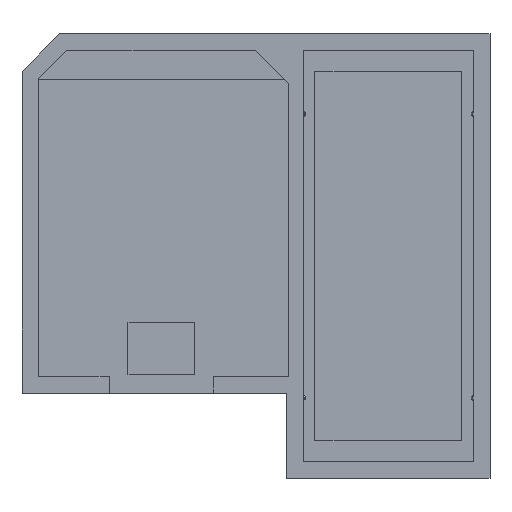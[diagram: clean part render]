
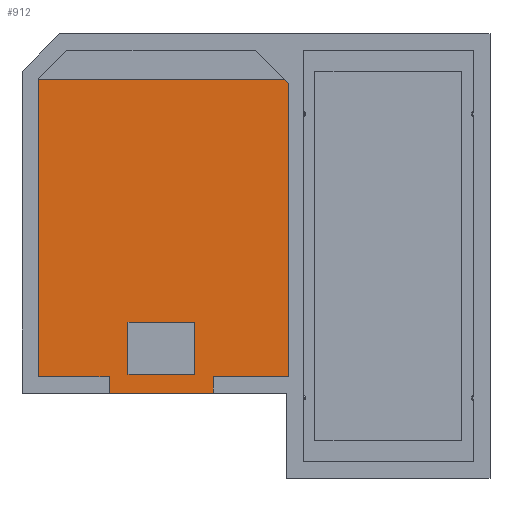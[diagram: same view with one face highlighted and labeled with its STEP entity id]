
A CAD part, top view. The second image highlights one B-rep face of the part: STEP entity #912.
In plain terms, the highlighted planar face has unit normal (0, 0, 1).
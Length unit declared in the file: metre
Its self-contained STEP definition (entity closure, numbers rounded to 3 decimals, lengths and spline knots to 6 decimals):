
#213=ORIENTED_EDGE('',*,*,#400,.F.);
#214=ORIENTED_EDGE('',*,*,#391,.T.);
#215=ORIENTED_EDGE('',*,*,#338,.F.);
#216=ORIENTED_EDGE('',*,*,#399,.T.);
#217=ORIENTED_EDGE('',*,*,#401,.F.);
#218=ORIENTED_EDGE('',*,*,#394,.F.);
#219=ORIENTED_EDGE('',*,*,#333,.T.);
#220=ORIENTED_EDGE('',*,*,#402,.T.);
#221=ORIENTED_EDGE('',*,*,#331,.T.);
#222=ORIENTED_EDGE('',*,*,#403,.F.);
#223=ORIENTED_EDGE('',*,*,#404,.T.);
#224=ORIENTED_EDGE('',*,*,#405,.F.);
#225=ORIENTED_EDGE('',*,*,#406,.F.);
#331=EDGE_CURVE('',#450,#456,#542,.T.);
#333=EDGE_CURVE('',#459,#457,#544,.T.);
#338=EDGE_CURVE('',#463,#464,#549,.T.);
#391=EDGE_CURVE('',#494,#464,#598,.T.);
#394=EDGE_CURVE('',#459,#495,#601,.T.);
#399=EDGE_CURVE('',#463,#496,#606,.T.);
#400=EDGE_CURVE('',#494,#456,#607,.T.);
#401=EDGE_CURVE('',#495,#496,#608,.T.);
#402=EDGE_CURVE('',#457,#450,#609,.T.);
#403=EDGE_CURVE('',#497,#498,#610,.T.);
#404=EDGE_CURVE('',#497,#499,#611,.T.);
#405=EDGE_CURVE('',#500,#499,#612,.T.);
#406=EDGE_CURVE('',#498,#500,#613,.T.);
#450=VERTEX_POINT('',#1314);
#456=VERTEX_POINT('',#1326);
#457=VERTEX_POINT('',#1330);
#459=VERTEX_POINT('',#1333);
#463=VERTEX_POINT('',#1342);
#464=VERTEX_POINT('',#1344);
#494=VERTEX_POINT('',#1446);
#495=VERTEX_POINT('',#1451);
#496=VERTEX_POINT('',#1459);
#497=VERTEX_POINT('',#1466);
#498=VERTEX_POINT('',#1467);
#499=VERTEX_POINT('',#1469);
#500=VERTEX_POINT('',#1471);
#542=LINE('',#1327,#659);
#544=LINE('',#1332,#661);
#549=LINE('',#1343,#666);
#598=LINE('',#1445,#715);
#601=LINE('',#1450,#718);
#606=LINE('',#1460,#723);
#607=LINE('',#1462,#724);
#608=LINE('',#1463,#725);
#609=LINE('',#1464,#726);
#610=LINE('',#1465,#727);
#611=LINE('',#1468,#728);
#612=LINE('',#1470,#729);
#613=LINE('',#1472,#730);
#659=VECTOR('',#1061,1.);
#661=VECTOR('',#1065,1.);
#666=VECTOR('',#1072,1.);
#715=VECTOR('',#1167,1.);
#718=VECTOR('',#1172,1.);
#723=VECTOR('',#1183,1.);
#724=VECTOR('',#1186,1.);
#725=VECTOR('',#1187,1.);
#726=VECTOR('',#1188,1.);
#727=VECTOR('',#1189,1.);
#728=VECTOR('',#1190,1.);
#729=VECTOR('',#1191,1.);
#730=VECTOR('',#1192,1.);
#772=EDGE_LOOP('',(#213,#214,#215,#216,#217,#218,#219,#220,#221));
#773=EDGE_LOOP('',(#222,#223,#224,#225));
#823=FACE_BOUND('',#772,.T.);
#824=FACE_BOUND('',#773,.T.);
#872=PLANE('',#981);
#912=ADVANCED_FACE('',(#823,#824),#872,.T.);
#981=AXIS2_PLACEMENT_3D('',#1461,#1184,#1185);
#1061=DIRECTION('',(1.,0.,0.));
#1065=DIRECTION('',(1.,0.,0.));
#1072=DIRECTION('',(0.,-1.,0.));
#1167=DIRECTION('',(1.,0.,0.));
#1172=DIRECTION('',(0.,1.,0.));
#1183=DIRECTION('',(-0.707,0.707,0.));
#1184=DIRECTION('',(0.,0.,1.));
#1185=DIRECTION('',(1.,0.,0.));
#1186=DIRECTION('',(0.,-1.,0.));
#1187=DIRECTION('',(1.,0.,0.));
#1188=DIRECTION('',(0.,-1.,0.));
#1189=DIRECTION('',(0.,1.,0.));
#1190=DIRECTION('',(-1.,0.,0.));
#1191=DIRECTION('',(0.,-1.,0.));
#1192=DIRECTION('',(-1.,0.,0.));
#1314=CARTESIAN_POINT('',(-0.0295,-0.0145,-0.005));
#1326=CARTESIAN_POINT('',(-0.0185,-0.0145,-0.005));
#1327=CARTESIAN_POINT('',(-0.024,-0.0145,-0.005));
#1330=CARTESIAN_POINT('',(-0.0295,-0.01275,-0.005));
#1332=CARTESIAN_POINT('',(0.,-0.01275,-0.005));
#1333=CARTESIAN_POINT('',(-0.03695,-0.01275,-0.005));
#1342=CARTESIAN_POINT('',(-0.0105,0.018225,-0.005));
#1343=CARTESIAN_POINT('',(-0.0105,0.,-0.005));
#1344=CARTESIAN_POINT('',(-0.0105,-0.01275,-0.005));
#1445=CARTESIAN_POINT('',(0.,-0.01275,-0.005));
#1446=CARTESIAN_POINT('',(-0.0185,-0.01275,-0.005));
#1450=CARTESIAN_POINT('',(-0.03695,0.,-0.005));
#1451=CARTESIAN_POINT('',(-0.03695,0.018672,-0.005));
#1459=CARTESIAN_POINT('',(-0.010946,0.018672,-0.005));
#1460=CARTESIAN_POINT('',(0.003863,0.003863,-0.005));
#1461=CARTESIAN_POINT('',(0.,0.,-0.005));
#1462=CARTESIAN_POINT('',(-0.0185,-0.012498,-0.005));
#1463=CARTESIAN_POINT('',(-0.024,0.018672,-0.005));
#1464=CARTESIAN_POINT('',(-0.0295,-0.012498,-0.005));
#1465=CARTESIAN_POINT('',(-0.0205,-0.00975,-0.005));
#1466=CARTESIAN_POINT('',(-0.0205,-0.0125,-0.005));
#1467=CARTESIAN_POINT('',(-0.0205,-0.007,-0.005));
#1468=CARTESIAN_POINT('',(-0.024,-0.0125,-0.005));
#1469=CARTESIAN_POINT('',(-0.0275,-0.0125,-0.005));
#1470=CARTESIAN_POINT('',(-0.0275,-0.00975,-0.005));
#1471=CARTESIAN_POINT('',(-0.0275,-0.007,-0.005));
#1472=CARTESIAN_POINT('',(-0.024,-0.007,-0.005));
